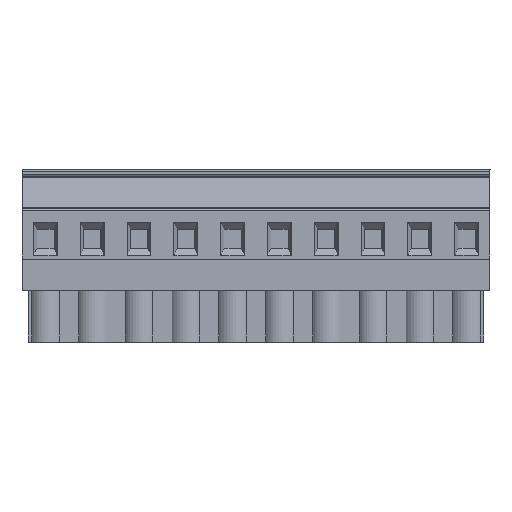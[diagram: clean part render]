
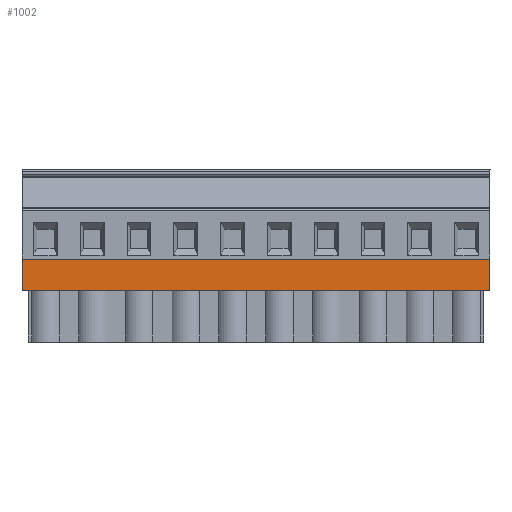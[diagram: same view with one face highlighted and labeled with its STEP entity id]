
A CAD part, top view. The second image highlights one B-rep face of the part: STEP entity #1002.
In plain terms, the highlighted planar face has unit normal (0, 0, 1).
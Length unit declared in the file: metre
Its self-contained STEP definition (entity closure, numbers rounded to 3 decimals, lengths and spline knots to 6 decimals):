
#1002=ADVANCED_FACE('',(#2097),#2098,.T.);
#2097=FACE_OUTER_BOUND('',#3228,.T.);
#2098=PLANE('',#3229);
#3228=EDGE_LOOP('',(#6027,#6028,#6029,#6030));
#3229=AXIS2_PLACEMENT_3D('',#6031,#6032,#6033);
#6027=ORIENTED_EDGE('',*,*,#6681,.T.);
#6028=ORIENTED_EDGE('',*,*,#7235,.F.);
#6029=ORIENTED_EDGE('',*,*,#7448,.F.);
#6030=ORIENTED_EDGE('',*,*,#6898,.T.);
#6031=CARTESIAN_POINT('',(0.07512,0.005037,0.));
#6032=DIRECTION('',(0.,0.0,1.0));
#6033=DIRECTION('',(0.0,-1.0,0.0));
#6681=EDGE_CURVE('',#8040,#8042,#8044,.T.);
#6898=EDGE_CURVE('',#8353,#8040,#8354,.T.);
#7235=EDGE_CURVE('',#8855,#8042,#8857,.T.);
#7448=EDGE_CURVE('',#8353,#8855,#9139,.T.);
#8040=VERTEX_POINT('',#9958);
#8042=VERTEX_POINT('',#9961);
#8044=LINE('',#9964,#9965);
#8353=VERTEX_POINT('',#10392);
#8354=LINE('',#10393,#10394);
#8855=VERTEX_POINT('',#11107);
#8857=LINE('',#11110,#11111);
#9139=LINE('',#11486,#11487);
#9958=CARTESIAN_POINT('',(0.07506,0.005,0.));
#9961=CARTESIAN_POINT('',(0.00006,0.005,0.));
#9964=CARTESIAN_POINT('',(0.07512,0.005,0.));
#9965=VECTOR('',#11892,1.0);
#10392=CARTESIAN_POINT('',(0.07506,0.,0.));
#10393=CARTESIAN_POINT('',(0.07506,0.005037,0.));
#10394=VECTOR('',#12095,1.0);
#11107=CARTESIAN_POINT('',(0.00006,0.,0.));
#11110=CARTESIAN_POINT('',(0.00006,0.005037,0.));
#11111=VECTOR('',#12445,1.0);
#11486=CARTESIAN_POINT('',(0.07512,0.,0.));
#11487=VECTOR('',#12677,1.0);
#11892=DIRECTION('',(-1.0,0.,0.));
#12095=DIRECTION('',(0.,1.0,0.));
#12445=DIRECTION('',(0.,1.0,0.));
#12677=DIRECTION('',(-1.0,0.,0.));
